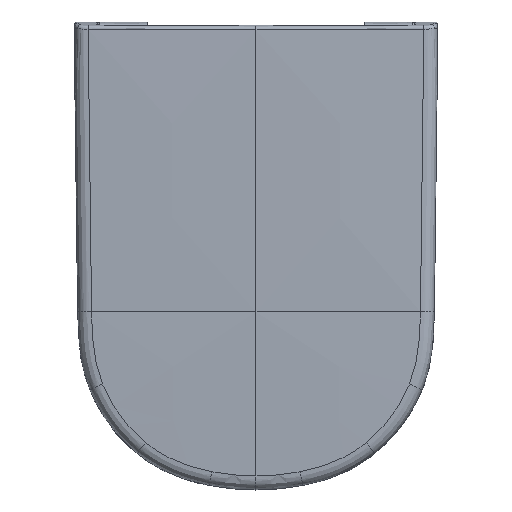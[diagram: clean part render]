
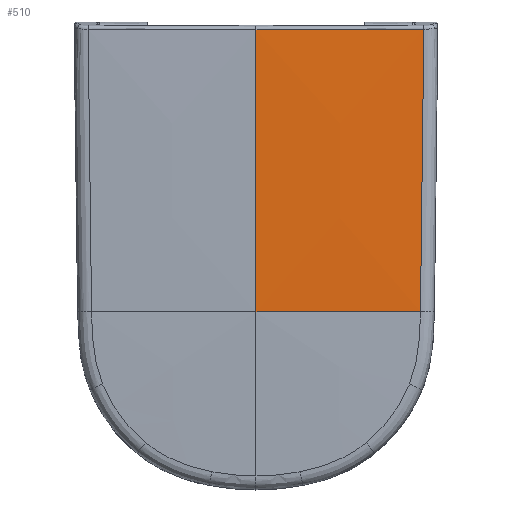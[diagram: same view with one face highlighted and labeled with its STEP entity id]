
A CAD part, top view. The second image highlights one B-rep face of the part: STEP entity #510.
In plain terms, the highlighted free-form (B-spline) face has degree [3, 2] with [4, 3] control points.
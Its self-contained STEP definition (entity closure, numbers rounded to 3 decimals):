
#510=ADVANCED_FACE('',(#1050),#8163,.T.);
#1050=FACE_OUTER_BOUND('',#1592,.T.);
#1592=EDGE_LOOP('',(#4038,#4039,#4040,#4041));
#4038=ORIENTED_EDGE('',*,*,#5455,.T.);
#4039=ORIENTED_EDGE('',*,*,#5456,.F.);
#4040=ORIENTED_EDGE('',*,*,#5266,.F.);
#4041=ORIENTED_EDGE('',*,*,#5302,.F.);
#5266=EDGE_CURVE('',#7532,#7467,#6600,.T.);
#5302=EDGE_CURVE('',#7575,#7532,#6632,.T.);
#5455=EDGE_CURVE('',#7575,#7468,#6775,.T.);
#5456=EDGE_CURVE('',#7467,#7468,#6776,.T.);
#6600=B_SPLINE_CURVE_WITH_KNOTS('',3,(#31177,#31178,#31179,#31180),
 .UNSPECIFIED.,.F.,.F.,(4,4),(0.742,29.924),
 .UNSPECIFIED.);
#6632=B_SPLINE_CURVE_WITH_KNOTS('',4,(#31505,#31506,#31507,#31508,#31509),
 .UNSPECIFIED.,.F.,.F.,(5,5),(0.,17.406),
 .UNSPECIFIED.);
#6775=B_SPLINE_CURVE_WITH_KNOTS('',3,(#32430,#32431,#32432,#32433),
 .UNSPECIFIED.,.F.,.F.,(4,4),(0.027,1.013),
 .UNSPECIFIED.);
#6776=B_SPLINE_CURVE_WITH_KNOTS('',2,(#32434,#32435,#32436),
 .UNSPECIFIED.,.F.,.F.,(3,3),(0.077,1.),.UNSPECIFIED.);
#7467=VERTEX_POINT('',#30888);
#7468=VERTEX_POINT('',#30889);
#7532=VERTEX_POINT('',#30953);
#7575=VERTEX_POINT('',#30996);
#8163=B_SPLINE_SURFACE_WITH_KNOTS('',3,2,((#29477,#29478,#29479),(#29480,
#29481,#29482),(#29483,#29484,#29485),(#29486,#29487,#29488)),
 .UNSPECIFIED.,.F.,.F.,.F.,(4,4),(3,3),(0.,299.136),(0.,
187.067),.UNSPECIFIED.);
#29477=CARTESIAN_POINT('',(0.346,241.352,24.358));
#29478=CARTESIAN_POINT('',(94.003,241.352,24.358));
#29479=CARTESIAN_POINT('',(187.348,241.424,20.876));
#29480=CARTESIAN_POINT('',(0.346,141.667,25.639));
#29481=CARTESIAN_POINT('',(94.003,141.667,25.639));
#29482=CARTESIAN_POINT('',(186.895,141.713,20.876));
#29483=CARTESIAN_POINT('',(0.346,41.961,25.679));
#29484=CARTESIAN_POINT('',(94.003,41.961,25.679));
#29485=CARTESIAN_POINT('',(185.7,42.008,20.876));
#29486=CARTESIAN_POINT('',(0.346,-57.768,24.479));
#29487=CARTESIAN_POINT('',(94.003,-57.768,24.479));
#29488=CARTESIAN_POINT('',(183.827,-57.686,20.876));
#30888=CARTESIAN_POINT('',(170.061,-57.698,21.406));
#30889=CARTESIAN_POINT('',(0.346,-57.768,24.479));
#30953=CARTESIAN_POINT('',(173.538,233.995,21.384));
#30996=CARTESIAN_POINT('',(0.346,233.28,24.459));
#31177=CARTESIAN_POINT('',(173.538,233.995,21.384));
#31178=CARTESIAN_POINT('',(173.144,136.757,21.553));
#31179=CARTESIAN_POINT('',(171.968,39.523,21.565));
#31180=CARTESIAN_POINT('',(170.061,-57.698,21.406));
#31505=CARTESIAN_POINT('',(0.346,233.28,24.459));
#31506=CARTESIAN_POINT('',(43.654,233.28,24.459));
#31507=CARTESIAN_POINT('',(86.961,233.404,23.947));
#31508=CARTESIAN_POINT('',(130.259,233.65,22.92));
#31509=CARTESIAN_POINT('',(173.538,233.995,21.384));
#32430=CARTESIAN_POINT('',(0.346,233.28,24.459));
#32431=CARTESIAN_POINT('',(0.346,136.285,25.64));
#32432=CARTESIAN_POINT('',(0.346,39.269,25.647));
#32433=CARTESIAN_POINT('',(0.346,-57.768,24.479));
#32434=CARTESIAN_POINT('',(170.061,-57.698,21.406));
#32435=CARTESIAN_POINT('',(86.838,-57.768,24.479));
#32436=CARTESIAN_POINT('',(0.346,-57.768,24.479));
